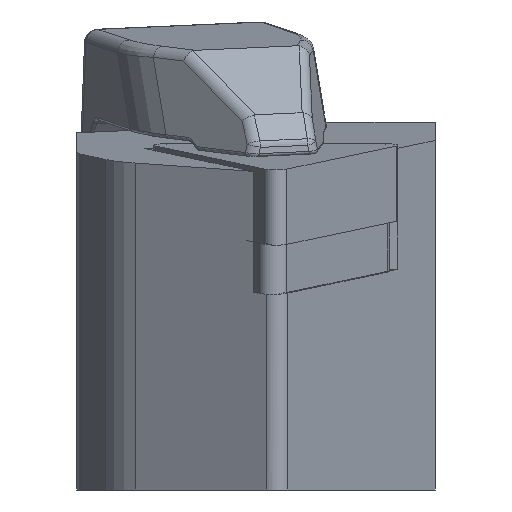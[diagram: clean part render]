
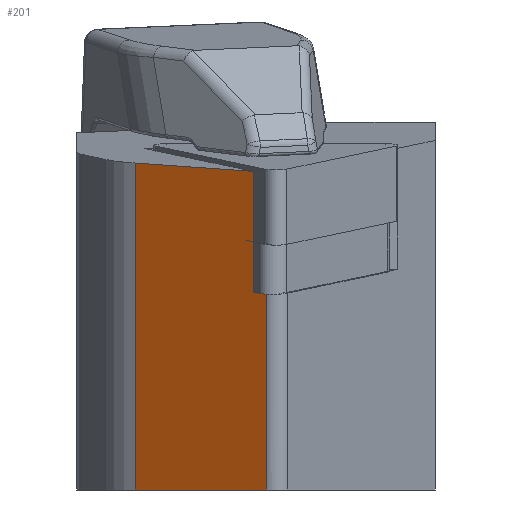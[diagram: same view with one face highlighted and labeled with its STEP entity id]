
A CAD part, left-side view. The second image highlights one B-rep face of the part: STEP entity #201.
In plain terms, the highlighted planar face has unit normal (-0.86, 0.5, -0.105).
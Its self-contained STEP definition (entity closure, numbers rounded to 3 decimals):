
#201=ADVANCED_FACE('',(#374),#324,.F.);
#324=PLANE('',#2113);
#374=FACE_OUTER_BOUND('',#492,.T.);
#492=EDGE_LOOP('',(#997,#998,#999,#1000,#1001,#1002,#1003));
#626=LINE('',#2975,#791);
#633=LINE('',#2995,#798);
#649=LINE('',#3029,#814);
#650=LINE('',#3033,#815);
#651=LINE('',#3035,#816);
#652=LINE('',#3036,#817);
#653=LINE('',#3038,#818);
#791=VECTOR('',#2346,1.);
#798=VECTOR('',#2361,1.);
#814=VECTOR('',#2387,1.);
#815=VECTOR('',#2392,1.);
#816=VECTOR('',#2393,1.);
#817=VECTOR('',#2394,1.);
#818=VECTOR('',#2395,1.);
#997=ORIENTED_EDGE('',*,*,#1769,.F.);
#998=ORIENTED_EDGE('',*,*,#1770,.T.);
#999=ORIENTED_EDGE('',*,*,#1740,.T.);
#1000=ORIENTED_EDGE('',*,*,#1750,.F.);
#1001=ORIENTED_EDGE('',*,*,#1771,.T.);
#1002=ORIENTED_EDGE('',*,*,#1772,.F.);
#1003=ORIENTED_EDGE('',*,*,#1767,.T.);
#1552=VERTEX_POINT('',#2971);
#1553=VERTEX_POINT('',#2974);
#1562=VERTEX_POINT('',#2994);
#1575=VERTEX_POINT('',#3028);
#1576=VERTEX_POINT('',#3030);
#1577=VERTEX_POINT('',#3034);
#1578=VERTEX_POINT('',#3037);
#1740=EDGE_CURVE('',#1552,#1553,#626,.T.);
#1750=EDGE_CURVE('',#1562,#1553,#633,.T.);
#1767=EDGE_CURVE('',#1576,#1575,#649,.T.);
#1769=EDGE_CURVE('',#1577,#1575,#650,.T.);
#1770=EDGE_CURVE('',#1577,#1552,#651,.T.);
#1771=EDGE_CURVE('',#1562,#1578,#652,.T.);
#1772=EDGE_CURVE('',#1576,#1578,#653,.T.);
#2113=AXIS2_PLACEMENT_3D('',#3039,#2396,#2397);
#2346=DIRECTION('',(-0.122,0.,0.993));
#2361=DIRECTION('',(-0.496,-0.866,-0.061));
#2387=DIRECTION('',(-0.122,0.,0.993));
#2392=DIRECTION('',(-0.496,-0.866,-0.061));
#2393=DIRECTION('',(-0.122,0.,0.993));
#2394=DIRECTION('',(0.122,0.,-0.993));
#2395=DIRECTION('',(0.503,0.864,0.));
#2396=DIRECTION('',(0.86,-0.5,0.106));
#2397=DIRECTION('',(0.503,0.864,0.));
#2971=CARTESIAN_POINT('',(3.024,-8.578,-4.424));
#2974=CARTESIAN_POINT('',(2.481,-8.578,0.002));
#2975=CARTESIAN_POINT('',(2.193,-8.578,2.345));
#2994=CARTESIAN_POINT('',(6.732,-1.16,0.524));
#2995=CARTESIAN_POINT('',(2.022,-9.379,-0.054));
#3028=CARTESIAN_POINT('',(2.953,-9.379,-7.637));
#3029=CARTESIAN_POINT('',(6.86,-9.379,-39.458));
#3030=CARTESIAN_POINT('',(4.471,-9.379,-20.));
#3033=CARTESIAN_POINT('',(2.953,-9.379,-7.637));
#3034=CARTESIAN_POINT('',(3.412,-8.578,-7.581));
#3035=CARTESIAN_POINT('',(2.193,-8.578,2.345));
#3036=CARTESIAN_POINT('',(11.57,-1.16,-38.88));
#3037=CARTESIAN_POINT('',(9.252,-1.16,-20.));
#3038=CARTESIAN_POINT('',(5.075,-8.341,-20.));
#3039=CARTESIAN_POINT('',(6.86,-9.379,-39.458));
